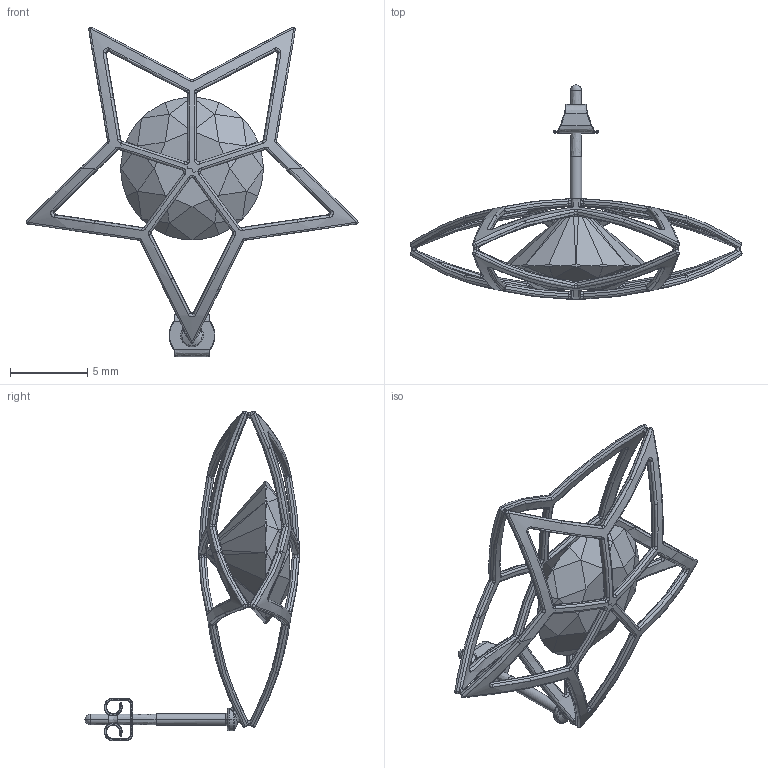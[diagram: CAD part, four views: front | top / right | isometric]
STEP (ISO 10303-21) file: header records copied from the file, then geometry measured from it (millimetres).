
FILE_DESCRIPTION(('FreeCAD Model'),'2;1');
FILE_NAME('Open CASCADE Shape Model','2025-05-04T07:44:20',('FreeCAD'),( 'FreeCAD'),'Open CASCADE STEP processor 7.6','FreeCAD','Unknown');
FILE_SCHEMA(('AUTOMOTIVE_DESIGN { 1 0 10303 214 1 1 1 1 }'));
Products named in the file (1): Open CASCADE STEP translator 7.6 1
Bounding box: 21.51 x 13.9 x 21.36 mm (x, y, z)
Volume: 230.4 mm3; surface area: 654 mm2
Topology: 2 solids, 2 shells, 762 faces, 1848 edges, 1064 vertices
Faces by surface type: bspline 762
Entity records: 49919 total; most frequent: CARTESIAN_POINT 39629, ORIENTED_EDGE 3684, EDGE_CURVE 1842, B_SPLINE_CURVE_WITH_KNOTS 1206, VERTEX_POINT 1064, FACE_BOUND 776, EDGE_LOOP 776, ADVANCED_FACE 762
